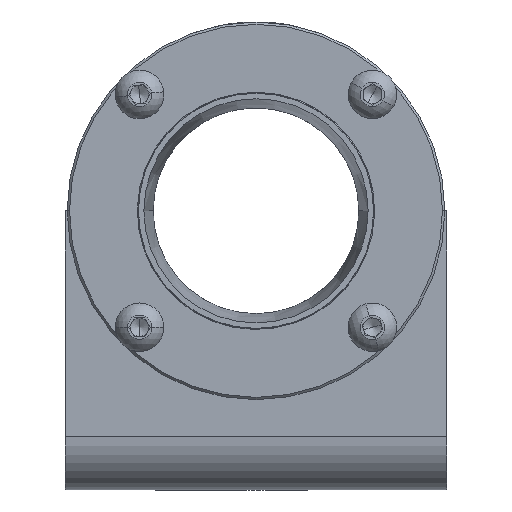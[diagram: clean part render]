
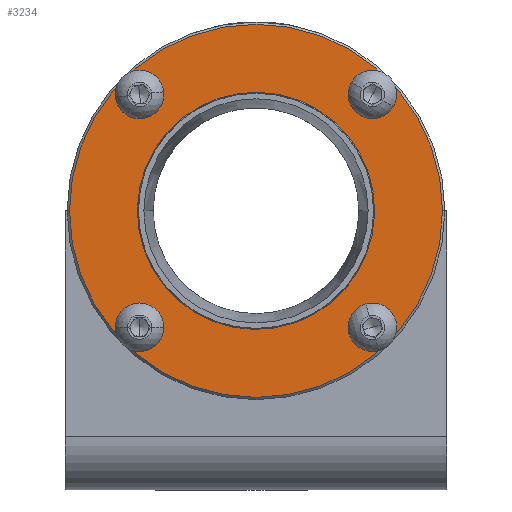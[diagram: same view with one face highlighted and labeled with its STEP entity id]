
A CAD part, left-side view. The second image highlights one B-rep face of the part: STEP entity #3234.
In plain terms, the highlighted face is planar.
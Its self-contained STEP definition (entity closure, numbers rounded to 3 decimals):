
#67 = VERTEX_POINT ( 'NONE', #3372 ) ;
#83 = DIRECTION ( 'NONE',  ( 0., 1., 0. ) ) ;
#87 = EDGE_CURVE ( 'NONE', #2528, #626, #1338, .T. ) ;
#97 = CARTESIAN_POINT ( 'NONE',  ( -25.145, 26.9, 25.145 ) ) ;
#135 = AXIS2_PLACEMENT_3D ( 'NONE', #2002, #83, #340 ) ;
#169 = EDGE_CURVE ( 'NONE', #1415, #820, #2968, .T. ) ;
#242 = DIRECTION ( 'NONE',  ( 0., 1., 0. ) ) ;
#307 = EDGE_LOOP ( 'NONE', ( #3582, #3287 ) ) ;
#340 = DIRECTION ( 'NONE',  ( 0., 0., 1. ) ) ;
#341 = CIRCLE ( 'NONE', #3975, 40.29 ) ;
#373 = EDGE_CURVE ( 'NONE', #820, #1415, #1797, .T. ) ;
#414 = DIRECTION ( 'NONE',  ( 0., -1., 0. ) ) ;
#453 = ORIENTED_EDGE ( 'NONE', *, *, #1841, .T. ) ;
#465 = VERTEX_POINT ( 'NONE', #3293 ) ;
#468 = DIRECTION ( 'NONE',  ( 0., 0., 1. ) ) ;
#502 = ORIENTED_EDGE ( 'NONE', *, *, #3116, .F. ) ;
#520 = AXIS2_PLACEMENT_3D ( 'NONE', #3498, #3158, #1580 ) ;
#544 = CARTESIAN_POINT ( 'NONE',  ( -25.145, 26.9, -25.145 ) ) ;
#593 = EDGE_LOOP ( 'NONE', ( #2314, #1811 ) ) ;
#626 = VERTEX_POINT ( 'NONE', #3257 ) ;
#735 = CARTESIAN_POINT ( 'NONE',  ( 12.285, 26.9, 22.488 ) ) ;
#769 = DIRECTION ( 'NONE',  ( 0., 0., 1. ) ) ;
#802 = CIRCLE ( 'NONE', #3429, 3.15 ) ;
#816 = ORIENTED_EDGE ( 'NONE', *, *, #2188, .F. ) ;
#820 = VERTEX_POINT ( 'NONE', #4036 ) ;
#826 = PLANE ( 'NONE',  #2786 ) ;
#881 = DIRECTION ( 'NONE',  ( 0., 0., 1. ) ) ;
#898 = VERTEX_POINT ( 'NONE', #2354 ) ;
#939 = ORIENTED_EDGE ( 'NONE', *, *, #1997, .F. ) ;
#955 = CIRCLE ( 'NONE', #135, 3.15 ) ;
#1023 = VERTEX_POINT ( 'NONE', #3825 ) ;
#1102 = FACE_BOUND ( 'NONE', #3954, .T. ) ;
#1121 = AXIS2_PLACEMENT_3D ( 'NONE', #4150, #4139, #2174 ) ;
#1143 = ORIENTED_EDGE ( 'NONE', *, *, #2485, .F. ) ;
#1163 = CIRCLE ( 'NONE', #1501, 25.625 ) ;
#1173 = EDGE_LOOP ( 'NONE', ( #816, #1143 ) ) ;
#1196 = ORIENTED_EDGE ( 'NONE', *, *, #1344, .T. ) ;
#1271 = EDGE_CURVE ( 'NONE', #626, #2528, #1648, .T. ) ;
#1288 = EDGE_CURVE ( 'NONE', #67, #2987, #1163, .T. ) ;
#1338 = CIRCLE ( 'NONE', #1121, 3.15 ) ;
#1344 = EDGE_CURVE ( 'NONE', #3636, #465, #341, .T. ) ;
#1362 = AXIS2_PLACEMENT_3D ( 'NONE', #97, #2687, #769 ) ;
#1406 = DIRECTION ( 'NONE',  ( 0., -1., 0. ) ) ;
#1415 = VERTEX_POINT ( 'NONE', #2172 ) ;
#1425 = DIRECTION ( 'NONE',  ( 0., 1., 0. ) ) ;
#1501 = AXIS2_PLACEMENT_3D ( 'NONE', #1692, #414, #2673 ) ;
#1537 = CARTESIAN_POINT ( 'NONE',  ( -25.145, 26.9, -25.145 ) ) ;
#1575 = CARTESIAN_POINT ( 'NONE',  ( 0., 26.9, 0. ) ) ;
#1580 = DIRECTION ( 'NONE',  ( 0., 0., 1. ) ) ;
#1642 = EDGE_LOOP ( 'NONE', ( #1196, #453 ) ) ;
#1648 = CIRCLE ( 'NONE', #1362, 3.15 ) ;
#1692 = CARTESIAN_POINT ( 'NONE',  ( 0., 26.9, 0. ) ) ;
#1700 = CIRCLE ( 'NONE', #2631, 40.29 ) ;
#1742 = FACE_BOUND ( 'NONE', #1962, .T. ) ;
#1759 = DIRECTION ( 'NONE',  ( 0., 0., 1. ) ) ;
#1797 = CIRCLE ( 'NONE', #3772, 3.15 ) ;
#1811 = ORIENTED_EDGE ( 'NONE', *, *, #87, .F. ) ;
#1841 = EDGE_CURVE ( 'NONE', #465, #3636, #1700, .T. ) ;
#1885 = AXIS2_PLACEMENT_3D ( 'NONE', #2893, #1406, #3645 ) ;
#1890 = FACE_BOUND ( 'NONE', #1173, .T. ) ;
#1901 = CIRCLE ( 'NONE', #2052, 3.15 ) ;
#1903 = DIRECTION ( 'NONE',  ( 0., 0., 1. ) ) ;
#1962 = EDGE_LOOP ( 'NONE', ( #2530, #2105 ) ) ;
#1973 = CARTESIAN_POINT ( 'NONE',  ( 25.145, 26.9, 25.145 ) ) ;
#1997 = EDGE_CURVE ( 'NONE', #4137, #1023, #955, .T. ) ;
#2002 = CARTESIAN_POINT ( 'NONE',  ( 25.145, 26.9, -25.145 ) ) ;
#2052 = AXIS2_PLACEMENT_3D ( 'NONE', #3267, #3676, #1759 ) ;
#2105 = ORIENTED_EDGE ( 'NONE', *, *, #3403, .T. ) ;
#2144 = FACE_OUTER_BOUND ( 'NONE', #1642, .T. ) ;
#2172 = CARTESIAN_POINT ( 'NONE',  ( -25.145, 26.9, -28.295 ) ) ;
#2174 = DIRECTION ( 'NONE',  ( 0., 0., 1. ) ) ;
#2188 = EDGE_CURVE ( 'NONE', #898, #2863, #802, .T. ) ;
#2192 = CARTESIAN_POINT ( 'NONE',  ( -25.145, 26.9, 21.995 ) ) ;
#2306 = FACE_BOUND ( 'NONE', #307, .T. ) ;
#2314 = ORIENTED_EDGE ( 'NONE', *, *, #1271, .F. ) ;
#2354 = CARTESIAN_POINT ( 'NONE',  ( 25.145, 26.9, 28.295 ) ) ;
#2403 = CIRCLE ( 'NONE', #520, 3.15 ) ;
#2479 = DIRECTION ( 'NONE',  ( 0., 1., 0. ) ) ;
#2485 = EDGE_CURVE ( 'NONE', #2863, #898, #2403, .T. ) ;
#2528 = VERTEX_POINT ( 'NONE', #2192 ) ;
#2530 = ORIENTED_EDGE ( 'NONE', *, *, #1288, .T. ) ;
#2631 = AXIS2_PLACEMENT_3D ( 'NONE', #1575, #3839, #1903 ) ;
#2669 = DIRECTION ( 'NONE',  ( 0., 1., 0. ) ) ;
#2673 = DIRECTION ( 'NONE',  ( 0., 0., 1. ) ) ;
#2687 = DIRECTION ( 'NONE',  ( 0., 1., 0. ) ) ;
#2711 = CARTESIAN_POINT ( 'NONE',  ( 25.145, 26.9, 21.995 ) ) ;
#2763 = CARTESIAN_POINT ( 'NONE',  ( 0., 26.9, 0. ) ) ;
#2786 = AXIS2_PLACEMENT_3D ( 'NONE', #3659, #4052, #468 ) ;
#2863 = VERTEX_POINT ( 'NONE', #2711 ) ;
#2893 = CARTESIAN_POINT ( 'NONE',  ( 0., 26.9, 0. ) ) ;
#2913 = CIRCLE ( 'NONE', #1885, 25.625 ) ;
#2968 = CIRCLE ( 'NONE', #3641, 3.15 ) ;
#2987 = VERTEX_POINT ( 'NONE', #735 ) ;
#3116 = EDGE_CURVE ( 'NONE', #1023, #4137, #1901, .T. ) ;
#3158 = DIRECTION ( 'NONE',  ( 0., 1., 0. ) ) ;
#3232 = CARTESIAN_POINT ( 'NONE',  ( 25.145, 26.9, -21.995 ) ) ;
#3234 = ADVANCED_FACE ( 'NONE', ( #2144, #1742, #2306, #1890, #1102, #3550 ), #826, .T. ) ;
#3257 = CARTESIAN_POINT ( 'NONE',  ( -25.145, 26.9, 28.295 ) ) ;
#3267 = CARTESIAN_POINT ( 'NONE',  ( 25.145, 26.9, -25.145 ) ) ;
#3287 = ORIENTED_EDGE ( 'NONE', *, *, #169, .F. ) ;
#3293 = CARTESIAN_POINT ( 'NONE',  ( 0., 26.9, 40.29 ) ) ;
#3372 = CARTESIAN_POINT ( 'NONE',  ( -12.285, 26.9, -22.488 ) ) ;
#3380 = CARTESIAN_POINT ( 'NONE',  ( 0., 26.9, -40.29 ) ) ;
#3403 = EDGE_CURVE ( 'NONE', #2987, #67, #2913, .T. ) ;
#3429 = AXIS2_PLACEMENT_3D ( 'NONE', #1973, #2669, #3589 ) ;
#3442 = DIRECTION ( 'NONE',  ( 0., 0., 1. ) ) ;
#3498 = CARTESIAN_POINT ( 'NONE',  ( 25.145, 26.9, 25.145 ) ) ;
#3550 = FACE_BOUND ( 'NONE', #593, .T. ) ;
#3582 = ORIENTED_EDGE ( 'NONE', *, *, #373, .F. ) ;
#3589 = DIRECTION ( 'NONE',  ( 0., 0., 1. ) ) ;
#3636 = VERTEX_POINT ( 'NONE', #3380 ) ;
#3641 = AXIS2_PLACEMENT_3D ( 'NONE', #544, #2479, #881 ) ;
#3645 = DIRECTION ( 'NONE',  ( 0., 0., 1. ) ) ;
#3659 = CARTESIAN_POINT ( 'NONE',  ( 0., 26.9, 0. ) ) ;
#3676 = DIRECTION ( 'NONE',  ( 0., 1., 0. ) ) ;
#3679 = DIRECTION ( 'NONE',  ( 0., 0., 1. ) ) ;
#3772 = AXIS2_PLACEMENT_3D ( 'NONE', #1537, #242, #3442 ) ;
#3825 = CARTESIAN_POINT ( 'NONE',  ( 25.145, 26.9, -28.295 ) ) ;
#3839 = DIRECTION ( 'NONE',  ( 0., 1., 0. ) ) ;
#3954 = EDGE_LOOP ( 'NONE', ( #939, #502 ) ) ;
#3975 = AXIS2_PLACEMENT_3D ( 'NONE', #2763, #1425, #3679 ) ;
#4036 = CARTESIAN_POINT ( 'NONE',  ( -25.145, 26.9, -21.995 ) ) ;
#4052 = DIRECTION ( 'NONE',  ( 0., 1., 0. ) ) ;
#4137 = VERTEX_POINT ( 'NONE', #3232 ) ;
#4139 = DIRECTION ( 'NONE',  ( 0., 1., 0. ) ) ;
#4150 = CARTESIAN_POINT ( 'NONE',  ( -25.145, 26.9, 25.145 ) ) ;
